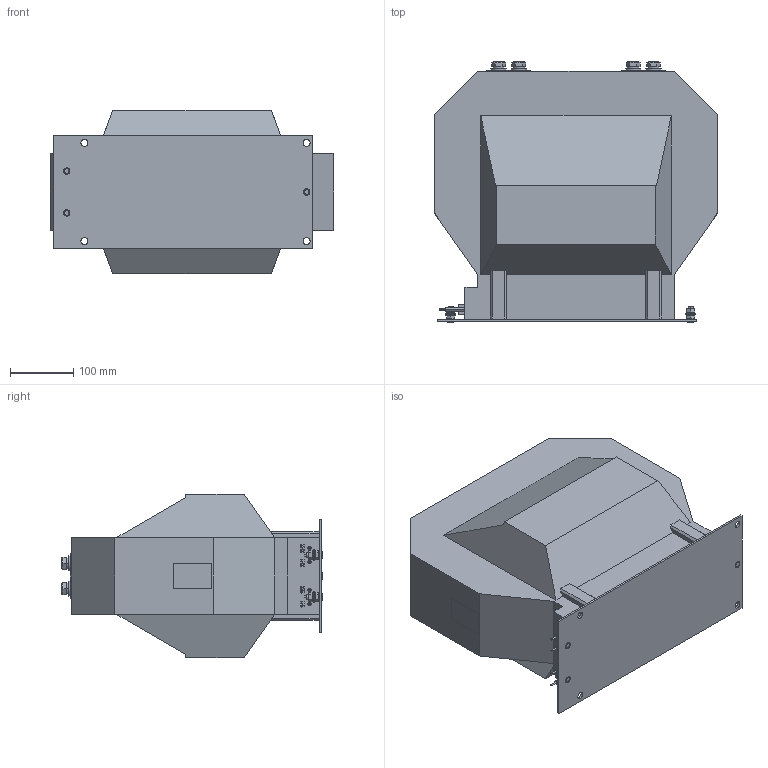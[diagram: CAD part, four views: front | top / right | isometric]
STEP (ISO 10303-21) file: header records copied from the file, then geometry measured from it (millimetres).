
FILE_DESCRIPTION (( 'STEP AP214' ), '1' );
FILE_NAME ('ﾒﾋﾊ-ﾑﾒ-35-1.2ﾏ_ﾒﾎﾋ-ﾑﾒ-35-1.2ﾏ .STEP', '2023-08-05T08:21:11', ( '' ), ( '' ), 'SwSTEP 2.0', 'SolidWorks 2019', '' );
FILE_SCHEMA (( 'AUTOMOTIVE_DESIGN' ));
Length unit declared in the file: millimetre
Products named in the file (1): ﾒﾋﾊ-ﾑﾒ-35-1.2ﾏ_ﾒﾎﾋ-ﾑﾒ-35-1.2ﾏ 
Bounding box: 446.1 x 409.6 x 257 mm (x, y, z)
Volume: 25329944.7 mm3; surface area: 671079.3 mm2
Topology: 40 solids, 40 shells, 1017 faces, 2577 edges, 1692 vertices
Faces by surface type: plane 528, cylinder 188, bspline 154, cone 125, torus 22
Entity records: 47790 total; most frequent: CARTESIAN_POINT 12562, ORIENTED_EDGE 5154, DIRECTION 4399, EDGE_CURVE 2577, VERTEX_POINT 1692, AXIS2_PLACEMENT_3D 1526, LINE 1347, VECTOR 1347
